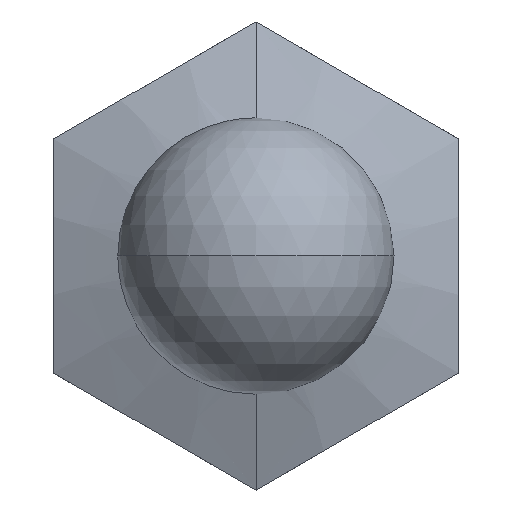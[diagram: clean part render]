
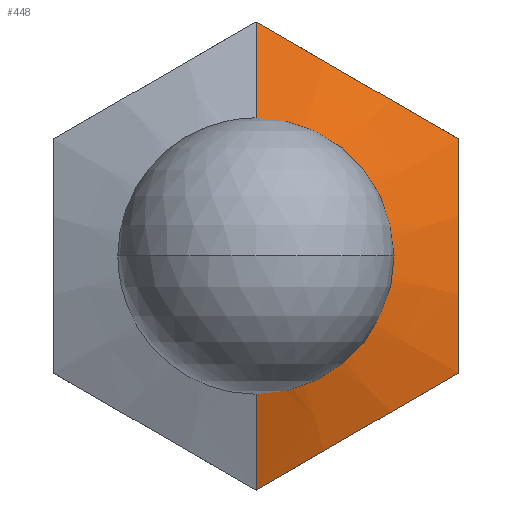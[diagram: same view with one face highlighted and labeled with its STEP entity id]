
A CAD part, front view. The second image highlights one B-rep face of the part: STEP entity #448.
In plain terms, the highlighted conical face has half-angle 70 degrees and reference radius 12.7 mm.
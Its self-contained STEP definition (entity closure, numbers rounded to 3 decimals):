
#9 = VERTEX_POINT ( 'NONE', #852 ) ;
#17 = CARTESIAN_POINT ( 'NONE',  ( 11., -8.409, 4.238 ) ) ;
#42 = EDGE_CURVE ( 'NONE', #677, #9, #1120, .T. ) ;
#46 = ORIENTED_EDGE ( 'NONE', *, *, #60, .F. ) ;
#48 = DIRECTION ( 'NONE',  ( 0., 0.342, 0.94 ) ) ;
#54 = CARTESIAN_POINT ( 'NONE',  ( 0.003, -8.061, 12.7 ) ) ;
#60 = EDGE_CURVE ( 'NONE', #1088, #848, #115, .T. ) ;
#74 = ORIENTED_EDGE ( 'NONE', *, *, #42, .T. ) ;
#75 = ORIENTED_EDGE ( 'NONE', *, *, #204, .F. ) ;
#113 = CARTESIAN_POINT ( 'NONE',  ( 11., -8.253, -5.295 ) ) ;
#115 = CIRCLE ( 'NONE', #607, 12.7 ) ;
#116 = CARTESIAN_POINT ( 'NONE',  ( 11., -8.061, 6.347 ) ) ;
#119 = B_SPLINE_CURVE_WITH_KNOTS ( 'NONE', 3,
 ( #748, #956, #1051, #461, #1156, #543, #1265, #652, #54 ),
 .UNSPECIFIED., .F., .F.,
 ( 4, 2, 1, 2, 4 ),
 ( 0., 0.003, 0.006, 0.01, 0.013 ),
 .UNSPECIFIED. ) ;
#152 = EDGE_CURVE ( 'NONE', #1088, #1152, #557, .T. ) ;
#187 = AXIS2_PLACEMENT_3D ( 'NONE', #789, #1180, #1007 ) ;
#189 = CARTESIAN_POINT ( 'NONE',  ( 3.668, -8.624, -10.584 ) ) ;
#203 = CARTESIAN_POINT ( 'NONE',  ( 11., -8.061, -6.347 ) ) ;
#204 = EDGE_CURVE ( 'NONE', #1188, #659, #1241, .T. ) ;
#253 = CARTESIAN_POINT ( 'NONE',  ( 0., -8.061, -12.7 ) ) ;
#288 = CARTESIAN_POINT ( 'NONE',  ( 0.003, -8.061, -12.7 ) ) ;
#302 = ORIENTED_EDGE ( 'NONE', *, *, #152, .T. ) ;
#308 = CARTESIAN_POINT ( 'NONE',  ( 0., -8.061, 0. ) ) ;
#314 = CARTESIAN_POINT ( 'NONE',  ( 10.081, -8.254, -6.882 ) ) ;
#332 = EDGE_CURVE ( 'NONE', #1107, #1152, #398, .T. ) ;
#341 = ORIENTED_EDGE ( 'NONE', *, *, #920, .T. ) ;
#360 = DIRECTION ( 'NONE',  ( 0., 0., 1. ) ) ;
#398 = CIRCLE ( 'NONE', #786, 12.7 ) ;
#414 = DIRECTION ( 'NONE',  ( 0., 0., 1. ) ) ;
#417 = CARTESIAN_POINT ( 'NONE',  ( 11., -8.41, -4.231 ) ) ;
#427 = DIRECTION ( 'NONE',  ( 0., 0., 1. ) ) ;
#442 = CIRCLE ( 'NONE', #620, 12.7 ) ;
#443 = DIRECTION ( 'NONE',  ( 0., 1., 0. ) ) ;
#445 = CARTESIAN_POINT ( 'NONE',  ( 0., -10.5, 0. ) ) ;
#448 = ADVANCED_FACE ( 'NONE', ( #534 ), #775, .T. ) ;
#450 = CARTESIAN_POINT ( 'NONE',  ( 5.5, -8.737, -9.526 ) ) ;
#452 = CARTESIAN_POINT ( 'NONE',  ( 0., -8.061, 12.7 ) ) ;
#456 = VERTEX_POINT ( 'NONE', #934 ) ;
#461 = CARTESIAN_POINT ( 'NONE',  ( 7.332, -8.624, 8.468 ) ) ;
#511 = CARTESIAN_POINT ( 'NONE',  ( 11., -8.68, -1.049 ) ) ;
#518 = CARTESIAN_POINT ( 'NONE',  ( 0.003, -8.061, -12.7 ) ) ;
#534 = FACE_OUTER_BOUND ( 'NONE', #1258, .T. ) ;
#543 = CARTESIAN_POINT ( 'NONE',  ( 3.668, -8.624, 10.584 ) ) ;
#557 = B_SPLINE_CURVE_WITH_KNOTS ( 'NONE', 3,
 ( #518, #774, #931, #189, #450, #566, #1303, #314, #1085 ),
 .UNSPECIFIED., .F., .F.,
 ( 4, 2, 1, 2, 4 ),
 ( 0., 0.003, 0.006, 0.01, 0.013 ),
 .UNSPECIFIED. ) ;
#566 = CARTESIAN_POINT ( 'NONE',  ( 7.332, -8.624, -8.468 ) ) ;
#567 = ORIENTED_EDGE ( 'NONE', *, *, #332, .F. ) ;
#592 = CARTESIAN_POINT ( 'NONE',  ( 0., -8.061, 0. ) ) ;
#598 = ORIENTED_EDGE ( 'NONE', *, *, #1196, .F. ) ;
#607 = AXIS2_PLACEMENT_3D ( 'NONE', #656, #645, #360 ) ;
#611 = CARTESIAN_POINT ( 'NONE',  ( 11., -8.623, 2.126 ) ) ;
#620 = AXIS2_PLACEMENT_3D ( 'NONE', #308, #1018, #414 ) ;
#623 = CARTESIAN_POINT ( 'NONE',  ( 0., -8.061, -12.7 ) ) ;
#641 = CARTESIAN_POINT ( 'NONE',  ( 0., -8.061, 12.7 ) ) ;
#645 = DIRECTION ( 'NONE',  ( 0., 1., 0. ) ) ;
#652 = CARTESIAN_POINT ( 'NONE',  ( 0.919, -8.254, 12.171 ) ) ;
#656 = CARTESIAN_POINT ( 'NONE',  ( 0., -8.061, 0. ) ) ;
#659 = VERTEX_POINT ( 'NONE', #1065 ) ;
#664 = LINE ( 'NONE', #253, #1167 ) ;
#677 = VERTEX_POINT ( 'NONE', #771 ) ;
#724 = CARTESIAN_POINT ( 'NONE',  ( 11., -8.253, 5.294 ) ) ;
#726 = VECTOR ( 'NONE', #48, 1000. ) ;
#731 = DIRECTION ( 'NONE',  ( 0., 1., 0. ) ) ;
#735 = CARTESIAN_POINT ( 'NONE',  ( 0., -8.061, 0. ) ) ;
#748 = CARTESIAN_POINT ( 'NONE',  ( 10.997, -8.061, 6.353 ) ) ;
#754 = AXIS2_PLACEMENT_3D ( 'NONE', #445, #443, #427 ) ;
#771 = CARTESIAN_POINT ( 'NONE',  ( 0., -10.5, 6. ) ) ;
#774 = CARTESIAN_POINT ( 'NONE',  ( 0.919, -8.254, -12.171 ) ) ;
#775 = CONICAL_SURFACE ( 'NONE', #1127, 12.7, 1.222 ) ;
#784 = EDGE_CURVE ( 'NONE', #1107, #659, #862, .T. ) ;
#786 = AXIS2_PLACEMENT_3D ( 'NONE', #735, #1075, #945 ) ;
#789 = CARTESIAN_POINT ( 'NONE',  ( 0., -8.061, 0. ) ) ;
#828 = DIRECTION ( 'NONE',  ( 0., 0., 1. ) ) ;
#840 = ORIENTED_EDGE ( 'NONE', *, *, #784, .T. ) ;
#848 = VERTEX_POINT ( 'NONE', #623 ) ;
#852 = CARTESIAN_POINT ( 'NONE',  ( 0., -10.5, -6. ) ) ;
#862 = B_SPLINE_CURVE_WITH_KNOTS ( 'NONE', 3,
 ( #912, #113, #417, #1116, #511, #1230, #611, #17, #724, #116 ),
 .UNSPECIFIED., .F., .F.,
 ( 4, 2, 2, 2, 4 ),
 ( 0.011, 0.014, 0.017, 0.02, 0.023 ),
 .UNSPECIFIED. ) ;
#895 = EDGE_CURVE ( 'NONE', #677, #909, #1268, .T. ) ;
#903 = CARTESIAN_POINT ( 'NONE',  ( 10.997, -8.061, -6.353 ) ) ;
#909 = VERTEX_POINT ( 'NONE', #452 ) ;
#912 = CARTESIAN_POINT ( 'NONE',  ( 11., -8.061, -6.347 ) ) ;
#920 = EDGE_CURVE ( 'NONE', #1188, #456, #119, .T. ) ;
#931 = CARTESIAN_POINT ( 'NONE',  ( 1.835, -8.41, -11.642 ) ) ;
#934 = CARTESIAN_POINT ( 'NONE',  ( 0.003, -8.061, 12.7 ) ) ;
#945 = DIRECTION ( 'NONE',  ( 0., 0., 1. ) ) ;
#956 = CARTESIAN_POINT ( 'NONE',  ( 10.081, -8.254, 6.882 ) ) ;
#961 = EDGE_CURVE ( 'NONE', #9, #848, #664, .T. ) ;
#1007 = DIRECTION ( 'NONE',  ( 0., 0., 1. ) ) ;
#1018 = DIRECTION ( 'NONE',  ( 0., 1., 0. ) ) ;
#1051 = CARTESIAN_POINT ( 'NONE',  ( 9.165, -8.41, 7.41 ) ) ;
#1056 = DIRECTION ( 'NONE',  ( 0., 0.342, -0.94 ) ) ;
#1065 = CARTESIAN_POINT ( 'NONE',  ( 11., -8.061, 6.347 ) ) ;
#1073 = ORIENTED_EDGE ( 'NONE', *, *, #961, .T. ) ;
#1075 = DIRECTION ( 'NONE',  ( 0., 1., 0. ) ) ;
#1085 = CARTESIAN_POINT ( 'NONE',  ( 10.997, -8.061, -6.353 ) ) ;
#1088 = VERTEX_POINT ( 'NONE', #288 ) ;
#1107 = VERTEX_POINT ( 'NONE', #203 ) ;
#1116 = CARTESIAN_POINT ( 'NONE',  ( 11., -8.624, -2.109 ) ) ;
#1120 = CIRCLE ( 'NONE', #754, 6. ) ;
#1127 = AXIS2_PLACEMENT_3D ( 'NONE', #592, #731, #828 ) ;
#1141 = ORIENTED_EDGE ( 'NONE', *, *, #895, .F. ) ;
#1152 = VERTEX_POINT ( 'NONE', #903 ) ;
#1156 = CARTESIAN_POINT ( 'NONE',  ( 5.5, -8.737, 9.526 ) ) ;
#1167 = VECTOR ( 'NONE', #1056, 1000. ) ;
#1180 = DIRECTION ( 'NONE',  ( 0., 1., 0. ) ) ;
#1188 = VERTEX_POINT ( 'NONE', #1218 ) ;
#1196 = EDGE_CURVE ( 'NONE', #909, #456, #442, .T. ) ;
#1218 = CARTESIAN_POINT ( 'NONE',  ( 10.997, -8.061, 6.353 ) ) ;
#1230 = CARTESIAN_POINT ( 'NONE',  ( 11., -8.68, 1.069 ) ) ;
#1241 = CIRCLE ( 'NONE', #187, 12.7 ) ;
#1258 = EDGE_LOOP ( 'NONE', ( #74, #1073, #46, #302, #567, #840, #75, #341, #598, #1141 ) ) ;
#1265 = CARTESIAN_POINT ( 'NONE',  ( 1.835, -8.41, 11.642 ) ) ;
#1268 = LINE ( 'NONE', #641, #726 ) ;
#1303 = CARTESIAN_POINT ( 'NONE',  ( 9.165, -8.41, -7.41 ) ) ;
